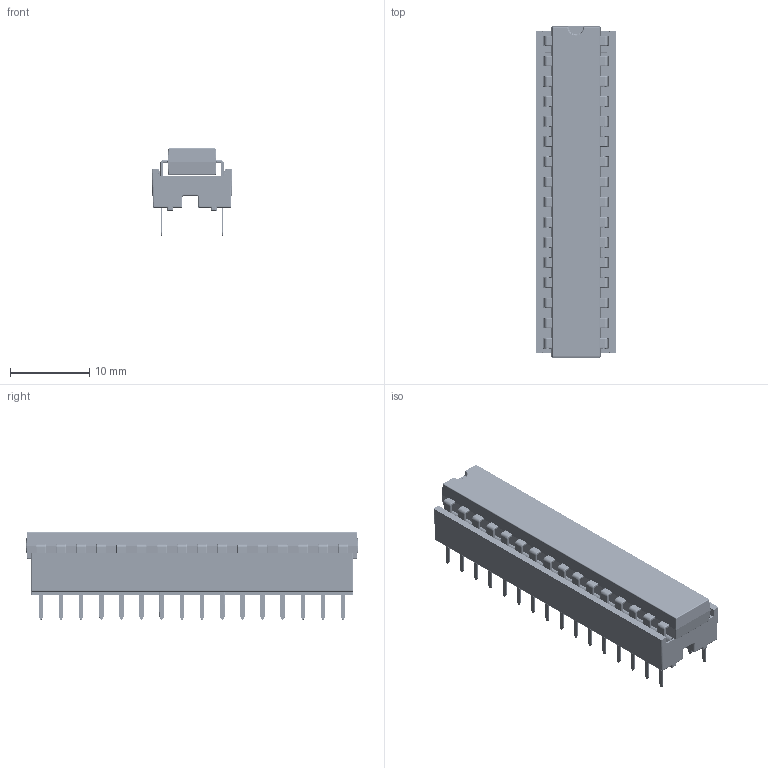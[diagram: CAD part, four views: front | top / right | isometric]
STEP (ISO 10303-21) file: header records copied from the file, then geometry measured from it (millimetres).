
FILE_DESCRIPTION(/* description */ (''),/* implementation_level */ '2;1');
FILE_NAME(/* name */ 'DIP-32 W7.62mm IC with Socket.stp',/* time_stamp */ '2019-09-26T13:34:34+02:00',/* author */ ('PCB-Tech'),/* organization */ (''),/* preprocessor_version */ 'ST-DEVELOPER v17.2',/* originating_system */ 'Autodesk Inventor 2019',/* authorisation */ '');
FILE_SCHEMA (('AUTOMOTIVE_DESIGN { 1 0 10303 214 3 1 1 }'));
Length unit declared in the file: millimetre
Products named in the file (6): DIP-32 W7.62mm IC with Socket; Body DIP-48 Socket; Stamped Dual Wipe Contact for DIP Sockets; DIP32 W7.62mm Package; DIP-32 W7.62; IC Beinchen
Assembly tree (67 placements, depth 3):
  DIP-32 W7.62mm IC with Socket
    Stamped Dual Wipe Contact for DIP Sockets  x32
    Body DIP-48 Socket
    DIP32 W7.62mm Package
      IC Beinchen  x32
      DIP-32 W7.62
Bounding box: 10.2 x 41.84 x 11.01 mm (x, y, z)
Volume: 1936.1 mm3; surface area: 5154 mm2
Topology: 66 solids, 66 shells, 12403 faces, 30142 edges, 18091 vertices
Faces by surface type: plane 3888, cylinder 3589, bspline 2858, torus 1605, sphere 463
Entity records: 47574 total; most frequent: CARTESIAN_POINT 14809, ORIENTED_EDGE 7014, DIRECTION 6441, EDGE_CURVE 3507, LINE 2643, VECTOR 2643, VERTEX_POINT 2249, AXIS2_PLACEMENT_3D 1899
